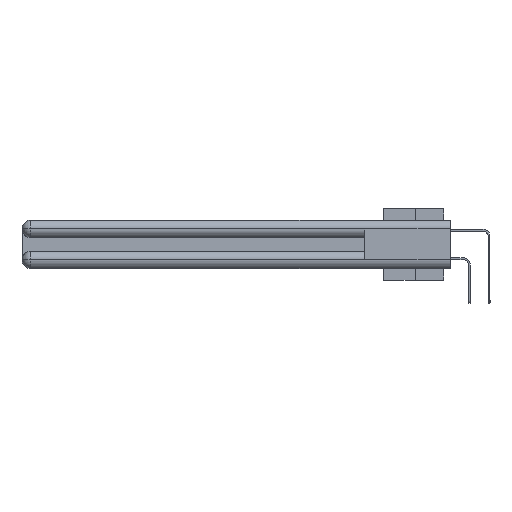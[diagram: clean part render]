
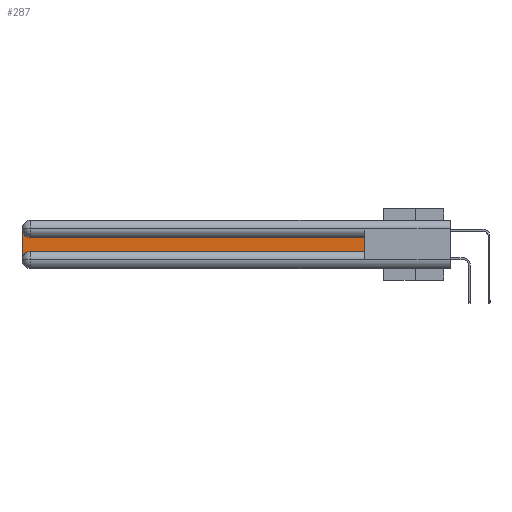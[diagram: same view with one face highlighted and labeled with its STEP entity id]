
A CAD part, left-side view. The second image highlights one B-rep face of the part: STEP entity #287.
In plain terms, the highlighted planar face has unit normal (-1, 0, 0).
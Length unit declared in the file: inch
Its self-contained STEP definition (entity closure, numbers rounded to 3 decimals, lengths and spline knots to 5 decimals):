
#80 = ORIENTED_EDGE ( 'NONE', *, *, #11462, .T. ) ;
#287 = ADVANCED_FACE ( 'NONE', ( #38688 ), #8002, .F. ) ;
#4932 = DIRECTION ( 'NONE',  ( 0., 0., -1. ) ) ;
#5162 = DIRECTION ( 'NONE',  ( 0., 1., 0. ) ) ;
#6096 = AXIS2_PLACEMENT_3D ( 'NONE', #25326, #10016, #34643 ) ;
#7655 = CARTESIAN_POINT ( 'NONE',  ( 0.075, 0.6, -0.1225 ) ) ;
#8002 = PLANE ( 'NONE',  #36124 ) ;
#8373 = CARTESIAN_POINT ( 'NONE',  ( 0.075, 2.94, -0.1225 ) ) ;
#10016 = DIRECTION ( 'NONE',  ( 1., 0., 0. ) ) ;
#10485 = LINE ( 'NONE', #28612, #13375 ) ;
#10976 = AXIS2_PLACEMENT_3D ( 'NONE', #17717, #30013, #24152 ) ;
#11340 = VECTOR ( 'NONE', #27021, 39.37008 ) ;
#11462 = EDGE_CURVE ( 'NONE', #31460, #31361, #29229, .T. ) ;
#11577 = CARTESIAN_POINT ( 'NONE',  ( 0.075, 0.6, -0.2175 ) ) ;
#13375 = VECTOR ( 'NONE', #25785, 39.37008 ) ;
#15703 = ORIENTED_EDGE ( 'NONE', *, *, #38567, .T. ) ;
#16844 = EDGE_LOOP ( 'NONE', ( #80, #15703, #35371, #34843, #37383, #29204 ) ) ;
#17717 = CARTESIAN_POINT ( 'NONE',  ( 0.075, 2.94, -0.2775 ) ) ;
#17957 = LINE ( 'NONE', #30049, #11340 ) ;
#18174 = CARTESIAN_POINT ( 'NONE',  ( 0.075, 0.6, -0.2175 ) ) ;
#20291 = CARTESIAN_POINT ( 'NONE',  ( 0.075, 3., -0.1225 ) ) ;
#21001 = CARTESIAN_POINT ( 'NONE',  ( 0.075, 2.94, -0.2175 ) ) ;
#22835 = VERTEX_POINT ( 'NONE', #38069 ) ;
#22875 = CIRCLE ( 'NONE', #6096, 0.06 ) ;
#24152 = DIRECTION ( 'NONE',  ( 0., 0., -1. ) ) ;
#24427 = DIRECTION ( 'NONE',  ( 0., 0., 1. ) ) ;
#25326 = CARTESIAN_POINT ( 'NONE',  ( 0.075, 2.94, -0.0625 ) ) ;
#25384 = VECTOR ( 'NONE', #24427, 39.37008 ) ;
#25622 = VERTEX_POINT ( 'NONE', #33235 ) ;
#25785 = DIRECTION ( 'NONE',  ( 0., 0., -1. ) ) ;
#27021 = DIRECTION ( 'NONE',  ( 0., -1., 0. ) ) ;
#27831 = EDGE_CURVE ( 'NONE', #25622, #22835, #10485, .T. ) ;
#28612 = CARTESIAN_POINT ( 'NONE',  ( 0.075, 3., -0.2175 ) ) ;
#29204 = ORIENTED_EDGE ( 'NONE', *, *, #36183, .T. ) ;
#29229 = LINE ( 'NONE', #7655, #29286 ) ;
#29286 = VECTOR ( 'NONE', #5162, 39.37008 ) ;
#30013 = DIRECTION ( 'NONE',  ( 1., 0., 0. ) ) ;
#30049 = CARTESIAN_POINT ( 'NONE',  ( 0.075, 0.6, -0.2175 ) ) ;
#31361 = VERTEX_POINT ( 'NONE', #8373 ) ;
#31460 = VERTEX_POINT ( 'NONE', #33810 ) ;
#32099 = EDGE_CURVE ( 'NONE', #22835, #36242, #35462, .T. ) ;
#32612 = DIRECTION ( 'NONE',  ( 1., 0., 0. ) ) ;
#33122 = LINE ( 'NONE', #18174, #25384 ) ;
#33235 = CARTESIAN_POINT ( 'NONE',  ( 0.075, 3., -0.0625 ) ) ;
#33810 = CARTESIAN_POINT ( 'NONE',  ( 0.075, 0.6, -0.1225 ) ) ;
#34248 = VERTEX_POINT ( 'NONE', #11577 ) ;
#34643 = DIRECTION ( 'NONE',  ( 0., 0., -1. ) ) ;
#34843 = ORIENTED_EDGE ( 'NONE', *, *, #32099, .T. ) ;
#35371 = ORIENTED_EDGE ( 'NONE', *, *, #27831, .T. ) ;
#35462 = CIRCLE ( 'NONE', #10976, 0.06 ) ;
#36124 = AXIS2_PLACEMENT_3D ( 'NONE', #20291, #32612, #4932 ) ;
#36183 = EDGE_CURVE ( 'NONE', #34248, #31460, #33122, .T. ) ;
#36242 = VERTEX_POINT ( 'NONE', #21001 ) ;
#37383 = ORIENTED_EDGE ( 'NONE', *, *, #39377, .T. ) ;
#38069 = CARTESIAN_POINT ( 'NONE',  ( 0.075, 3., -0.2775 ) ) ;
#38567 = EDGE_CURVE ( 'NONE', #31361, #25622, #22875, .T. ) ;
#38688 = FACE_OUTER_BOUND ( 'NONE', #16844, .T. ) ;
#39377 = EDGE_CURVE ( 'NONE', #36242, #34248, #17957, .T. ) ;
